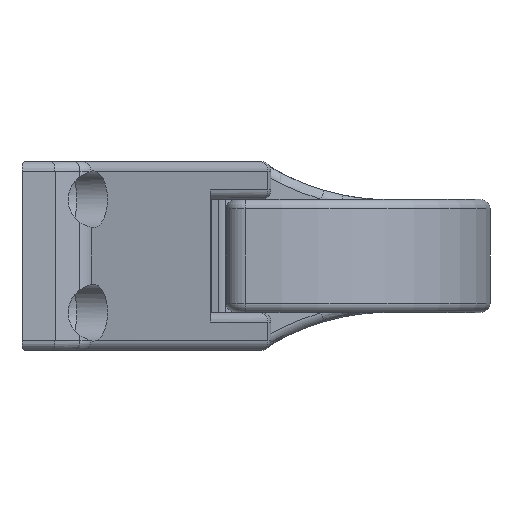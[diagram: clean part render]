
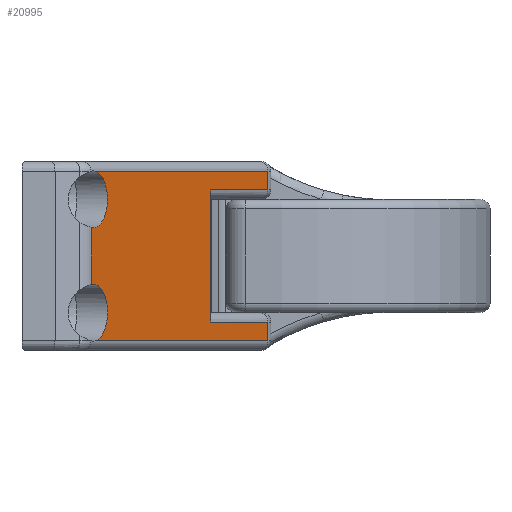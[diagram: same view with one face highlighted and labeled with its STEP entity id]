
A CAD part, left-side view. The second image highlights one B-rep face of the part: STEP entity #20995.
In plain terms, the highlighted planar face has unit normal (-0.486, -0.874, 0).
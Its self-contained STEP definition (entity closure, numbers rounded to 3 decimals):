
#20270 = VERTEX_POINT('',#20271);
#20271 = CARTESIAN_POINT('',(-112.428,33.129,
    -6.022));
#20288 = EDGE_CURVE('',#20270,#20289,#20291,.T.);
#20289 = VERTEX_POINT('',#20290);
#20290 = CARTESIAN_POINT('',(-110.889,32.274,-18.));
#20291 = ELLIPSE('',#20292,6.237,6.05);
#20292 = AXIS2_PLACEMENT_3D('',#20293,#20294,#20295);
#20293 = CARTESIAN_POINT('',(-111.589,32.663,-12.));
#20294 = DIRECTION('',(0.486,0.874,0.));
#20295 = DIRECTION('',(0.874,-0.486,0.
    ));
#20331 = VERTEX_POINT('',#20332);
#20332 = CARTESIAN_POINT('',(-112.428,33.129,
    6.022));
#20351 = EDGE_CURVE('',#20270,#20331,#20352,.T.);
#20352 = LINE('',#20353,#20354);
#20353 = CARTESIAN_POINT('',(-112.428,33.129,-20.));
#20354 = VECTOR('',#20355,1.);
#20355 = DIRECTION('',(0.,0.,1.));
#20419 = VERTEX_POINT('',#20420);
#20420 = CARTESIAN_POINT('',(-110.889,32.274,18.));
#20433 = EDGE_CURVE('',#20419,#20331,#20434,.T.);
#20434 = ELLIPSE('',#20435,6.237,6.05);
#20435 = AXIS2_PLACEMENT_3D('',#20436,#20437,#20438);
#20436 = CARTESIAN_POINT('',(-111.589,32.663,12.));
#20437 = DIRECTION('',(0.486,0.874,0.));
#20438 = DIRECTION('',(0.874,-0.486,0.
    ));
#20995 = ADVANCED_FACE('',(#20996),#21071,.F.);
#20996 = FACE_BOUND('',#20997,.F.);
#20997 = EDGE_LOOP('',(#20998,#21008,#21016,#21022,#21023,#21024,#21025,
    #21033,#21041,#21049,#21057,#21065));
#20998 = ORIENTED_EDGE('',*,*,#20999,.T.);
#20999 = EDGE_CURVE('',#21000,#21002,#21004,.T.);
#21000 = VERTEX_POINT('',#21001);
#21001 = CARTESIAN_POINT('',(-66.694,7.721,-14.));
#21002 = VERTEX_POINT('',#21003);
#21003 = CARTESIAN_POINT('',(-44.928,-4.371,-14.));
#21004 = LINE('',#21005,#21006);
#21005 = CARTESIAN_POINT('',(-66.694,7.721,-14.));
#21006 = VECTOR('',#21007,1.);
#21007 = DIRECTION('',(0.874,-0.486,0.));
#21008 = ORIENTED_EDGE('',*,*,#21009,.F.);
#21009 = EDGE_CURVE('',#21010,#21002,#21012,.T.);
#21010 = VERTEX_POINT('',#21011);
#21011 = CARTESIAN_POINT('',(-44.928,-4.371,-18.));
#21012 = LINE('',#21013,#21014);
#21013 = CARTESIAN_POINT('',(-44.928,-4.371,-20.));
#21014 = VECTOR('',#21015,1.);
#21015 = DIRECTION('',(0.,0.,1.));
#21016 = ORIENTED_EDGE('',*,*,#21017,.T.);
#21017 = EDGE_CURVE('',#21010,#20289,#21018,.T.);
#21018 = LINE('',#21019,#21020);
#21019 = CARTESIAN_POINT('',(-44.928,-4.371,-18.));
#21020 = VECTOR('',#21021,1.);
#21021 = DIRECTION('',(-0.874,0.486,0.));
#21022 = ORIENTED_EDGE('',*,*,#20288,.F.);
#21023 = ORIENTED_EDGE('',*,*,#20351,.T.);
#21024 = ORIENTED_EDGE('',*,*,#20433,.F.);
#21025 = ORIENTED_EDGE('',*,*,#21026,.F.);
#21026 = EDGE_CURVE('',#21027,#20419,#21029,.T.);
#21027 = VERTEX_POINT('',#21028);
#21028 = CARTESIAN_POINT('',(-44.928,-4.371,18.));
#21029 = LINE('',#21030,#21031);
#21030 = CARTESIAN_POINT('',(-44.928,-4.371,18.));
#21031 = VECTOR('',#21032,1.);
#21032 = DIRECTION('',(-0.874,0.486,0.));
#21033 = ORIENTED_EDGE('',*,*,#21034,.F.);
#21034 = EDGE_CURVE('',#21035,#21027,#21037,.T.);
#21035 = VERTEX_POINT('',#21036);
#21036 = CARTESIAN_POINT('',(-44.928,-4.371,14.));
#21037 = LINE('',#21038,#21039);
#21038 = CARTESIAN_POINT('',(-44.928,-4.371,-20.));
#21039 = VECTOR('',#21040,1.);
#21040 = DIRECTION('',(0.,0.,1.));
#21041 = ORIENTED_EDGE('',*,*,#21042,.F.);
#21042 = EDGE_CURVE('',#21043,#21035,#21045,.T.);
#21043 = VERTEX_POINT('',#21044);
#21044 = CARTESIAN_POINT('',(-66.694,7.721,14.));
#21045 = LINE('',#21046,#21047);
#21046 = CARTESIAN_POINT('',(-66.694,7.721,14.));
#21047 = VECTOR('',#21048,1.);
#21048 = DIRECTION('',(0.874,-0.486,0.));
#21049 = ORIENTED_EDGE('',*,*,#21050,.F.);
#21050 = EDGE_CURVE('',#21051,#21043,#21053,.T.);
#21051 = VERTEX_POINT('',#21052);
#21052 = CARTESIAN_POINT('',(-66.694,7.721,12.));
#21053 = LINE('',#21054,#21055);
#21054 = CARTESIAN_POINT('',(-66.694,7.721,12.));
#21055 = VECTOR('',#21056,1.);
#21056 = DIRECTION('',(0.,0.,1.));
#21057 = ORIENTED_EDGE('',*,*,#21058,.F.);
#21058 = EDGE_CURVE('',#21059,#21051,#21061,.T.);
#21059 = VERTEX_POINT('',#21060);
#21060 = CARTESIAN_POINT('',(-66.694,7.721,-12.));
#21061 = LINE('',#21062,#21063);
#21062 = CARTESIAN_POINT('',(-66.694,7.721,12.));
#21063 = VECTOR('',#21064,1.);
#21064 = DIRECTION('',(0.,0.,1.));
#21065 = ORIENTED_EDGE('',*,*,#21066,.T.);
#21066 = EDGE_CURVE('',#21059,#21000,#21067,.T.);
#21067 = LINE('',#21068,#21069);
#21068 = CARTESIAN_POINT('',(-66.694,7.721,12.));
#21069 = VECTOR('',#21070,1.);
#21070 = DIRECTION('',(-0.,-0.,-1.));
#21071 = PLANE('',#21072);
#21072 = AXIS2_PLACEMENT_3D('',#21073,#21074,#21075);
#21073 = CARTESIAN_POINT('',(-112.428,33.129,-20.));
#21074 = DIRECTION('',(0.486,0.874,0.));
#21075 = DIRECTION('',(0.874,-0.486,0.));
